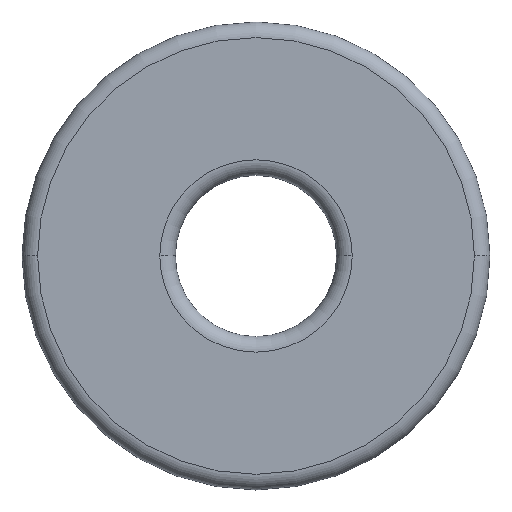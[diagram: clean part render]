
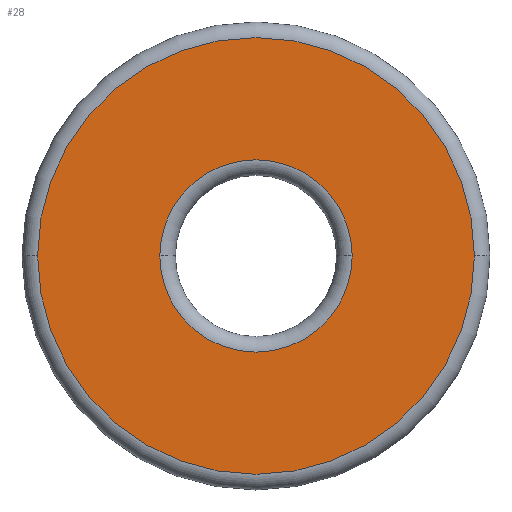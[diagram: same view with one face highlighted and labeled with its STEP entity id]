
A CAD part, top view. The second image highlights one B-rep face of the part: STEP entity #28.
In plain terms, the highlighted planar face has unit normal (0, 0, 1).
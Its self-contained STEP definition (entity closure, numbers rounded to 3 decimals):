
#17 = VERTEX_POINT ( 'NONE', #286 ) ;
#28 = ADVANCED_FACE ( 'NONE', ( #209, #215 ), #317, .T. ) ;
#38 = CIRCLE ( 'NONE', #76, 1.85 ) ;
#50 = VERTEX_POINT ( 'NONE', #323 ) ;
#54 = ORIENTED_EDGE ( 'NONE', *, *, #125, .T. ) ;
#55 = ORIENTED_EDGE ( 'NONE', *, *, #329, .T. ) ;
#76 = AXIS2_PLACEMENT_3D ( 'NONE', #278, #103, #104 ) ;
#77 = AXIS2_PLACEMENT_3D ( 'NONE', #274, #273, #276 ) ;
#82 = AXIS2_PLACEMENT_3D ( 'NONE', #234, #243, #245 ) ;
#88 = AXIS2_PLACEMENT_3D ( 'NONE', #108, #123, #128 ) ;
#103 = DIRECTION ( 'NONE',  ( 0., 0., -1. ) ) ;
#104 = DIRECTION ( 'NONE',  ( 1., 0., 0. ) ) ;
#108 = CARTESIAN_POINT ( 'NONE',  ( 0., 0., 0.8 ) ) ;
#110 = AXIS2_PLACEMENT_3D ( 'NONE', #127, #316, #320 ) ;
#123 = DIRECTION ( 'NONE',  ( 0., 0., -1. ) ) ;
#125 = EDGE_CURVE ( 'NONE', #50, #162, #236, .T. ) ;
#127 = CARTESIAN_POINT ( 'NONE',  ( 0., 0., 0.8 ) ) ;
#128 = DIRECTION ( 'NONE',  ( 1., 0., 0. ) ) ;
#151 = EDGE_CURVE ( 'NONE', #240, #17, #164, .T. ) ;
#152 = CIRCLE ( 'NONE', #77, 4.2 ) ;
#157 = ORIENTED_EDGE ( 'NONE', *, *, #151, .T. ) ;
#159 = EDGE_LOOP ( 'NONE', ( #55, #54 ) ) ;
#162 = VERTEX_POINT ( 'NONE', #221 ) ;
#164 = CIRCLE ( 'NONE', #82, 4.2 ) ;
#182 = EDGE_LOOP ( 'NONE', ( #157, #189 ) ) ;
#189 = ORIENTED_EDGE ( 'NONE', *, *, #300, .T. ) ;
#209 = FACE_BOUND ( 'NONE', #159, .T. ) ;
#214 = CARTESIAN_POINT ( 'NONE',  ( 4.2, 0., 0.8 ) ) ;
#215 = FACE_OUTER_BOUND ( 'NONE', #182, .T. ) ;
#221 = CARTESIAN_POINT ( 'NONE',  ( 1.85, 0., 0.8 ) ) ;
#234 = CARTESIAN_POINT ( 'NONE',  ( 0., 0., 0.8 ) ) ;
#236 = CIRCLE ( 'NONE', #88, 1.85 ) ;
#240 = VERTEX_POINT ( 'NONE', #214 ) ;
#243 = DIRECTION ( 'NONE',  ( 0., 0., 1. ) ) ;
#245 = DIRECTION ( 'NONE',  ( 1., 0., 0. ) ) ;
#273 = DIRECTION ( 'NONE',  ( 0., 0., 1. ) ) ;
#274 = CARTESIAN_POINT ( 'NONE',  ( 0., 0., 0.8 ) ) ;
#276 = DIRECTION ( 'NONE',  ( 1., 0., 0. ) ) ;
#278 = CARTESIAN_POINT ( 'NONE',  ( 0., 0., 0.8 ) ) ;
#286 = CARTESIAN_POINT ( 'NONE',  ( -4.2, 0., 0.8 ) ) ;
#300 = EDGE_CURVE ( 'NONE', #17, #240, #152, .T. ) ;
#316 = DIRECTION ( 'NONE',  ( 0., 0., 1. ) ) ;
#317 = PLANE ( 'NONE',  #110 ) ;
#320 = DIRECTION ( 'NONE',  ( 1., 0., 0. ) ) ;
#323 = CARTESIAN_POINT ( 'NONE',  ( -1.85, 0., 0.8 ) ) ;
#329 = EDGE_CURVE ( 'NONE', #162, #50, #38, .T. ) ;
